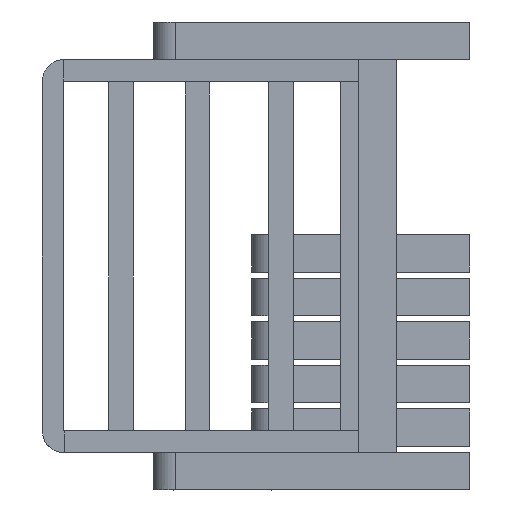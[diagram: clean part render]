
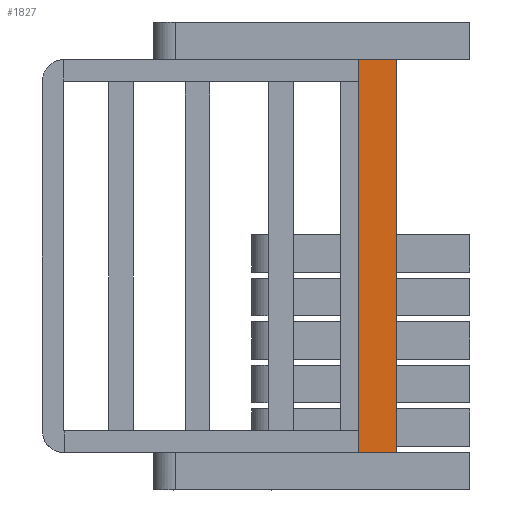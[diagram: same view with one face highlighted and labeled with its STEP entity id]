
A CAD part, left-side view. The second image highlights one B-rep face of the part: STEP entity #1827.
In plain terms, the highlighted free-form (B-spline) face has degree [1, 1] with [2, 2] control points.
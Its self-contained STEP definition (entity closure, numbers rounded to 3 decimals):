
#1804 = VERTEX_POINT('',#1805);
#1805 = CARTESIAN_POINT('',(-486.583,162.519,
    -433.385));
#1810 = EDGE_CURVE('',#1811,#1804,#1813,.T.);
#1811 = VERTEX_POINT('',#1812);
#1812 = CARTESIAN_POINT('',(-486.583,244.862,
    -433.385));
#1813 = B_SPLINE_CURVE_WITH_KNOTS('',1,(#1814,#1815),.UNSPECIFIED.,.F.,
  .F.,(2,2),(-0.,76.),.PIECEWISE_BEZIER_KNOTS.);
#1814 = CARTESIAN_POINT('',(-486.583,244.862,
    -433.385));
#1815 = CARTESIAN_POINT('',(-486.583,162.519,
    -433.385));
#1827 = ADVANCED_FACE('',(#1828),#1850,.F.);
#1828 = FACE_BOUND('',#1829,.T.);
#1829 = EDGE_LOOP('',(#1830,#1837,#1844,#1849));
#1830 = ORIENTED_EDGE('',*,*,#1831,.T.);
#1831 = EDGE_CURVE('',#1804,#1832,#1834,.T.);
#1832 = VERTEX_POINT('',#1833);
#1833 = CARTESIAN_POINT('',(-486.583,162.519,
    433.385));
#1834 = B_SPLINE_CURVE_WITH_KNOTS('',1,(#1835,#1836),.UNSPECIFIED.,.F.,
  .F.,(2,2),(-400.,400.),.PIECEWISE_BEZIER_KNOTS.);
#1835 = CARTESIAN_POINT('',(-486.583,162.519,
    -433.385));
#1836 = CARTESIAN_POINT('',(-486.583,162.519,
    433.385));
#1837 = ORIENTED_EDGE('',*,*,#1838,.F.);
#1838 = EDGE_CURVE('',#1839,#1832,#1841,.T.);
#1839 = VERTEX_POINT('',#1840);
#1840 = CARTESIAN_POINT('',(-486.583,244.862,
    433.385));
#1841 = B_SPLINE_CURVE_WITH_KNOTS('',1,(#1842,#1843),.UNSPECIFIED.,.F.,
  .F.,(2,2),(-0.,76.),.PIECEWISE_BEZIER_KNOTS.);
#1842 = CARTESIAN_POINT('',(-486.583,244.862,
    433.385));
#1843 = CARTESIAN_POINT('',(-486.583,162.519,
    433.385));
#1844 = ORIENTED_EDGE('',*,*,#1845,.F.);
#1845 = EDGE_CURVE('',#1811,#1839,#1846,.T.);
#1846 = B_SPLINE_CURVE_WITH_KNOTS('',1,(#1847,#1848),.UNSPECIFIED.,.F.,
  .F.,(2,2),(-400.,400.),.PIECEWISE_BEZIER_KNOTS.);
#1847 = CARTESIAN_POINT('',(-486.583,244.862,
    -433.385));
#1848 = CARTESIAN_POINT('',(-486.583,244.862,
    433.385));
#1849 = ORIENTED_EDGE('',*,*,#1810,.T.);
#1850 = B_SPLINE_SURFACE_WITH_KNOTS('',1,1,(
    (#1851,#1852)
    ,(#1853,#1854
    )),.UNSPECIFIED.,.F.,.F.,.F.,(2,2),(2,2),(-400.,400.),(-76.,0.),
  .PIECEWISE_BEZIER_KNOTS.);
#1851 = CARTESIAN_POINT('',(-486.583,162.519,
    433.385));
#1852 = CARTESIAN_POINT('',(-486.583,244.862,
    433.385));
#1853 = CARTESIAN_POINT('',(-486.583,162.519,
    -433.385));
#1854 = CARTESIAN_POINT('',(-486.583,244.862,
    -433.385));
